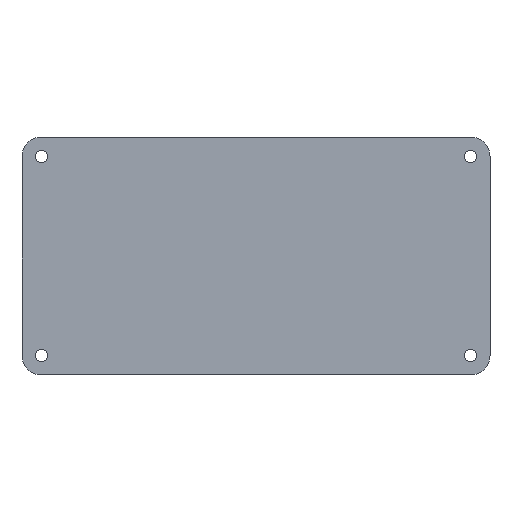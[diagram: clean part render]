
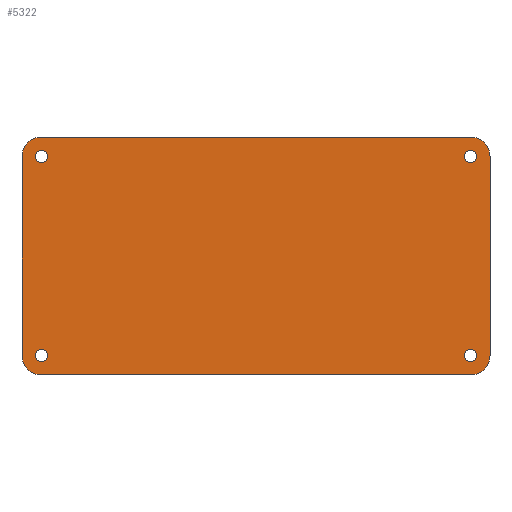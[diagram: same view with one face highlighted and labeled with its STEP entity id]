
A CAD part, top view. The second image highlights one B-rep face of the part: STEP entity #5322.
In plain terms, the highlighted planar face has unit normal (0, 0, 1).
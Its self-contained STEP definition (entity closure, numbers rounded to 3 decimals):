
#41=FACE_BOUND('',#1150,.T.);
#42=FACE_BOUND('',#1151,.T.);
#43=FACE_BOUND('',#1152,.T.);
#44=FACE_BOUND('',#1153,.T.);
#523=CIRCLE('',#5352,5.);
#525=CIRCLE('',#5356,5.);
#527=CIRCLE('',#5360,5.);
#534=CIRCLE('',#5478,5.);
#535=CIRCLE('',#5480,1.6);
#536=CIRCLE('',#5481,1.6);
#537=CIRCLE('',#5482,1.6);
#538=CIRCLE('',#5483,1.6);
#834=FACE_OUTER_BOUND('',#1149,.T.);
#1149=EDGE_LOOP('',(#4866,#4867,#4868,#4869,#4870,#4871,#4872,#4873));
#1150=EDGE_LOOP('',(#4874));
#1151=EDGE_LOOP('',(#4875));
#1152=EDGE_LOOP('',(#4876));
#1153=EDGE_LOOP('',(#4877));
#1171=LINE('',#6264,#1614);
#1176=LINE('',#6278,#1619);
#1180=LINE('',#6290,#1623);
#1184=LINE('',#6302,#1627);
#1614=VECTOR('',#5509,10.);
#1619=VECTOR('',#5522,10.);
#1623=VECTOR('',#5534,10.);
#1627=VECTOR('',#5546,10.);
#2057=VERTEX_POINT('',#6262);
#2058=VERTEX_POINT('',#6263);
#2061=VERTEX_POINT('',#6271);
#2063=VERTEX_POINT('',#6277);
#2065=VERTEX_POINT('',#6283);
#2067=VERTEX_POINT('',#6289);
#2069=VERTEX_POINT('',#6295);
#2071=VERTEX_POINT('',#6301);
#2567=VERTEX_POINT('',#10496);
#2568=VERTEX_POINT('',#10498);
#2569=VERTEX_POINT('',#10500);
#2570=VERTEX_POINT('',#10502);
#2579=EDGE_CURVE('',#2057,#2058,#1171,.T.);
#2583=EDGE_CURVE('',#2058,#2061,#523,.T.);
#2586=EDGE_CURVE('',#2061,#2063,#1176,.T.);
#2589=EDGE_CURVE('',#2063,#2065,#525,.T.);
#2592=EDGE_CURVE('',#2065,#2067,#1180,.T.);
#2595=EDGE_CURVE('',#2067,#2069,#527,.T.);
#2598=EDGE_CURVE('',#2069,#2071,#1184,.T.);
#3341=EDGE_CURVE('',#2071,#2057,#534,.T.);
#3342=EDGE_CURVE('',#2567,#2567,#535,.T.);
#3343=EDGE_CURVE('',#2568,#2568,#536,.T.);
#3344=EDGE_CURVE('',#2569,#2569,#537,.T.);
#3345=EDGE_CURVE('',#2570,#2570,#538,.T.);
#4866=ORIENTED_EDGE('',*,*,#2579,.F.);
#4867=ORIENTED_EDGE('',*,*,#3341,.F.);
#4868=ORIENTED_EDGE('',*,*,#2598,.F.);
#4869=ORIENTED_EDGE('',*,*,#2595,.F.);
#4870=ORIENTED_EDGE('',*,*,#2592,.F.);
#4871=ORIENTED_EDGE('',*,*,#2589,.F.);
#4872=ORIENTED_EDGE('',*,*,#2586,.F.);
#4873=ORIENTED_EDGE('',*,*,#2583,.F.);
#4874=ORIENTED_EDGE('',*,*,#3342,.F.);
#4875=ORIENTED_EDGE('',*,*,#3343,.F.);
#4876=ORIENTED_EDGE('',*,*,#3344,.F.);
#4877=ORIENTED_EDGE('',*,*,#3345,.F.);
#5041=PLANE('',#5479);
#5322=ADVANCED_FACE('',(#834,#41,#42,#43,#44),#5041,.T.);
#5352=AXIS2_PLACEMENT_3D('',#6272,#5515,#5516);
#5356=AXIS2_PLACEMENT_3D('',#6284,#5527,#5528);
#5360=AXIS2_PLACEMENT_3D('',#6296,#5539,#5540);
#5478=AXIS2_PLACEMENT_3D('',#10494,#6198,#6199);
#5479=AXIS2_PLACEMENT_3D('',#10495,#6200,#6201);
#5480=AXIS2_PLACEMENT_3D('',#10497,#6202,#6203);
#5481=AXIS2_PLACEMENT_3D('',#10499,#6204,#6205);
#5482=AXIS2_PLACEMENT_3D('',#10501,#6206,#6207);
#5483=AXIS2_PLACEMENT_3D('',#10503,#6208,#6209);
#5509=DIRECTION('',(0.,-1.,0.));
#5515=DIRECTION('center_axis',(0.,0.,-1.));
#5516=DIRECTION('ref_axis',(0.707,-0.707,0.));
#5522=DIRECTION('',(-1.,0.,0.));
#5527=DIRECTION('center_axis',(0.,0.,-1.));
#5528=DIRECTION('ref_axis',(-0.707,-0.707,0.));
#5534=DIRECTION('',(0.,1.,0.));
#5539=DIRECTION('center_axis',(0.,0.,-1.));
#5540=DIRECTION('ref_axis',(-0.707,0.707,0.));
#5546=DIRECTION('',(1.,0.,0.));
#6198=DIRECTION('center_axis',(0.,0.,-1.));
#6199=DIRECTION('ref_axis',(0.707,0.707,0.));
#6200=DIRECTION('center_axis',(0.,0.,1.));
#6201=DIRECTION('ref_axis',(1.,0.,0.));
#6202=DIRECTION('center_axis',(0.,0.,1.));
#6203=DIRECTION('ref_axis',(1.,0.,0.));
#6204=DIRECTION('center_axis',(0.,0.,1.));
#6205=DIRECTION('ref_axis',(1.,0.,0.));
#6206=DIRECTION('center_axis',(0.,0.,1.));
#6207=DIRECTION('ref_axis',(1.,0.,0.));
#6208=DIRECTION('center_axis',(0.,0.,1.));
#6209=DIRECTION('ref_axis',(1.,0.,0.));
#6262=CARTESIAN_POINT('',(110.,46.,3.));
#6263=CARTESIAN_POINT('',(110.,-5.,3.));
#6264=CARTESIAN_POINT('',(110.,5.25,3.));
#6271=CARTESIAN_POINT('',(105.,-10.,3.));
#6272=CARTESIAN_POINT('Origin',(105.,-5.,3.));
#6277=CARTESIAN_POINT('',(-5.,-10.,3.));
#6278=CARTESIAN_POINT('',(28.5,-10.,3.));
#6283=CARTESIAN_POINT('',(-10.,-5.,3.));
#6284=CARTESIAN_POINT('Origin',(-5.,-5.,3.));
#6289=CARTESIAN_POINT('',(-10.,46.,3.));
#6290=CARTESIAN_POINT('',(-10.,35.75,3.));
#6295=CARTESIAN_POINT('',(-5.,51.,3.));
#6296=CARTESIAN_POINT('Origin',(-5.,46.,3.));
#6301=CARTESIAN_POINT('',(105.,51.,3.));
#6302=CARTESIAN_POINT('',(88.5,51.,3.));
#10494=CARTESIAN_POINT('Origin',(105.,46.,3.));
#10495=CARTESIAN_POINT('Origin',(50.,20.5,3.));
#10496=CARTESIAN_POINT('',(103.4,-5.,3.));
#10497=CARTESIAN_POINT('Origin',(105.,-5.,3.));
#10498=CARTESIAN_POINT('',(-6.6,-5.,3.));
#10499=CARTESIAN_POINT('Origin',(-5.,-5.,3.));
#10500=CARTESIAN_POINT('',(-6.6,46.,3.));
#10501=CARTESIAN_POINT('Origin',(-5.,46.,3.));
#10502=CARTESIAN_POINT('',(103.4,46.,3.));
#10503=CARTESIAN_POINT('Origin',(105.,46.,3.));
